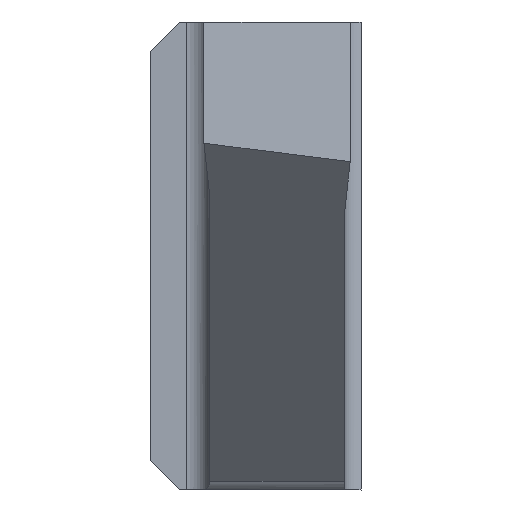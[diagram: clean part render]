
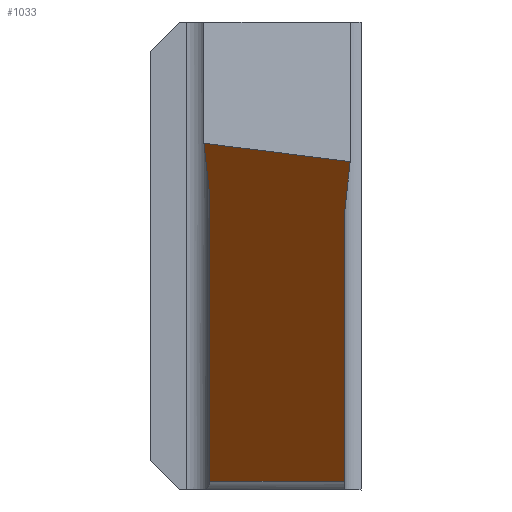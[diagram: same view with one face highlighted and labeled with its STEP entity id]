
A CAD part, front view. The second image highlights one B-rep face of the part: STEP entity #1033.
In plain terms, the highlighted planar face has unit normal (0, -0.427, -0.904).
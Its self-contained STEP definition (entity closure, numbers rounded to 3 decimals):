
#783=CARTESIAN_POINT('',(1.01,1.908,-2.974));
#784=VERTEX_POINT('',#783);
#795=CARTESIAN_POINT('',(1.01,1.908,-2.974));
#796=DIRECTION('',(0.,0.904,-0.427));
#797=VECTOR('',#796,11.409);
#798=LINE('',#795,#797);
#799=CARTESIAN_POINT('',(1.01,12.223,-7.85));
#800=VERTEX_POINT('',#799);
#801=EDGE_CURVE('',#784,#800,#798,.T.);
#889=CARTESIAN_POINT('',(3.31,12.223,-7.85));
#890=DIRECTION('',(-1.,0.,0.));
#891=VECTOR('',#890,2.3);
#892=LINE('',#889,#891);
#893=CARTESIAN_POINT('',(3.31,12.223,-7.85));
#894=VERTEX_POINT('',#893);
#895=EDGE_CURVE('',#894,#800,#892,.T.);
#946=CARTESIAN_POINT('',(2.655,5.638,-4.737));
#947=DIRECTION('',(0.,0.427,0.904));
#948=DIRECTION('',(0.,-0.386,0.183));
#949=AXIS2_PLACEMENT_3D('',#946,#947,#948);
#950=PLANE('',#949);
#951=ORIENTED_EDGE('Edge 1010',*,*,#801,.T.);
#960=CARTESIAN_POINT('',(0.91,0.,-2.072));
#961=DIRECTION('',(0.047,0.903,-0.427));
#962=VECTOR('',#961,2.113);
#963=LINE('',#960,#962);
#964=CARTESIAN_POINT('',(0.91,0.,-2.072));
#965=VERTEX_POINT('',#964);
#966=EDGE_CURVE('',#965,#784,#963,.T.);
#967=ORIENTED_EDGE('Edge 222',*,*,#966,.T.);
#976=CARTESIAN_POINT('',(3.41,0.67,-2.389));
#977=DIRECTION('',(-0.959,-0.257,0.121));
#978=VECTOR('',#977,2.607);
#979=LINE('',#976,#978);
#980=CARTESIAN_POINT('',(3.41,0.67,-2.389));
#981=VERTEX_POINT('',#980);
#982=EDGE_CURVE('',#981,#965,#979,.T.);
#983=ORIENTED_EDGE('Edge 227',*,*,#982,.T.);
#992=CARTESIAN_POINT('',(3.31,2.578,-3.291));
#993=DIRECTION('',(0.047,-0.903,0.427));
#994=VECTOR('',#993,2.113);
#995=LINE('',#992,#994);
#996=CARTESIAN_POINT('',(3.31,2.578,-3.291));
#997=VERTEX_POINT('',#996);
#998=EDGE_CURVE('',#997,#981,#995,.T.);
#999=ORIENTED_EDGE('Edge 232',*,*,#998,.T.);
#1008=CARTESIAN_POINT('',(3.31,12.223,-7.85));
#1009=DIRECTION('',(0.,-0.904,0.427));
#1010=VECTOR('',#1009,10.668);
#1011=LINE('',#1008,#1010);
#1012=EDGE_CURVE('',#894,#997,#1011,.T.);
#1013=ORIENTED_EDGE('Edge 971',*,*,#1012,.T.);
#1022=ORIENTED_EDGE('Edge 242',*,*,#895,.F.);
#1031=EDGE_LOOP('',(#1022,#1013,#999,#983,#967,#951));
#1032=FACE_OUTER_BOUND('Loop 243',#1031,.T.);
#1033=ADVANCED_FACE('Face 244',(#1032),#950,.F.);
